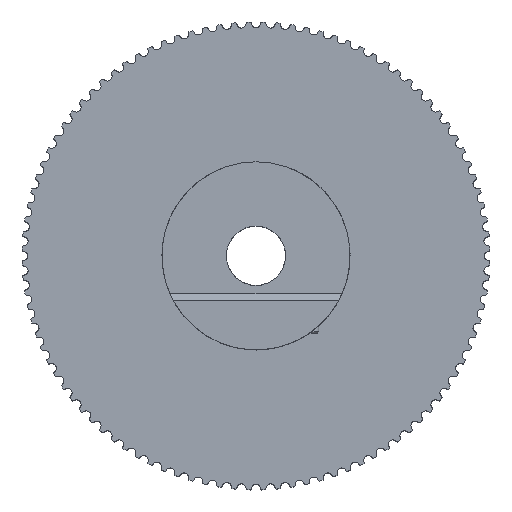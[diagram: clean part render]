
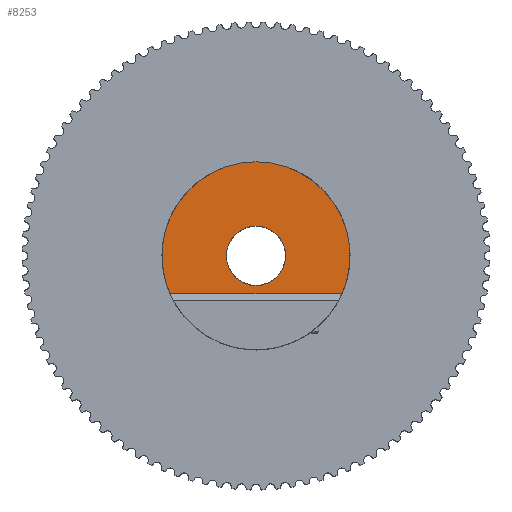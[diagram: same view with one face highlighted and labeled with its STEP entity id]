
A CAD part, top view. The second image highlights one B-rep face of the part: STEP entity #8253.
In plain terms, the highlighted planar face has unit normal (0, 0, 1).
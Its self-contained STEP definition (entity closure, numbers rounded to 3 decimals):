
#119=DIRECTION('',(-1.,0.,0.));
#120=VECTOR('',#119,23.266);
#121=CARTESIAN_POINT('',(11.633,-5.095,9.5));
#122=LINE('',#121,#120);
#123=CARTESIAN_POINT('',(0.,0.,9.5));
#124=DIRECTION('',(0.,0.,1.));
#125=DIRECTION('',(0.,1.,0.));
#126=AXIS2_PLACEMENT_3D('',#123,#124,#125);
#128=CARTESIAN_POINT('',(0.,0.,9.5));
#129=DIRECTION('',(0.,0.,-1.));
#130=DIRECTION('',(0.,1.,0.));
#131=AXIS2_PLACEMENT_3D('',#128,#129,#130);
#137=CARTESIAN_POINT('',(0.,0.,9.5));
#138=DIRECTION('',(0.,0.,-1.));
#139=DIRECTION('',(0.,1.,0.));
#140=AXIS2_PLACEMENT_3D('',#137,#138,#139);
#195=CARTESIAN_POINT('',(0.,0.,9.5));
#196=DIRECTION('',(0.,0.,1.));
#197=DIRECTION('',(0.,1.,0.));
#198=AXIS2_PLACEMENT_3D('',#195,#196,#197);
#6494=CARTESIAN_POINT('',(0.,4.,9.5));
#6495=CARTESIAN_POINT('',(0.,-4.,9.5));
#6496=VERTEX_POINT('',#6494);
#6497=VERTEX_POINT('',#6495);
#6590=CARTESIAN_POINT('',(11.633,-5.095,9.5));
#6591=CARTESIAN_POINT('',(-11.633,-5.095,9.5));
#6592=VERTEX_POINT('',#6590);
#6593=VERTEX_POINT('',#6591);
#6602=CARTESIAN_POINT('',(0.,12.7,9.5));
#6603=VERTEX_POINT('',#6602);
#8234=CARTESIAN_POINT('',(0.,0.,9.5));
#8235=DIRECTION('',(0.,0.,-1.));
#8236=DIRECTION('',(0.,-1.,0.));
#8237=AXIS2_PLACEMENT_3D('',#8234,#8235,#8236);
#8238=PLANE('',#8237);
#8240=ORIENTED_EDGE('',*,*,#8239,.T.);
#8242=ORIENTED_EDGE('',*,*,#8241,.F.);
#8244=ORIENTED_EDGE('',*,*,#8243,.T.);
#8245=EDGE_LOOP('',(#8240,#8242,#8244));
#8246=FACE_OUTER_BOUND('',#8245,.F.);
#8248=ORIENTED_EDGE('',*,*,#8247,.F.);
#8250=ORIENTED_EDGE('',*,*,#8249,.T.);
#8251=EDGE_LOOP('',(#8248,#8250));
#8252=FACE_BOUND('',#8251,.F.);
#127=CIRCLE('',#126,12.7);
#132=CIRCLE('',#131,12.7);
#141=CIRCLE('',#140,4.);
#199=CIRCLE('',#198,4.);
#8239=EDGE_CURVE('',#6592,#6593,#122,.T.);
#8241=EDGE_CURVE('',#6603,#6593,#127,.T.);
#8243=EDGE_CURVE('',#6603,#6592,#132,.T.);
#8247=EDGE_CURVE('',#6496,#6497,#141,.T.);
#8249=EDGE_CURVE('',#6496,#6497,#199,.T.);
#8253=ADVANCED_FACE('',(#8246,#8252),#8238,.F.);
